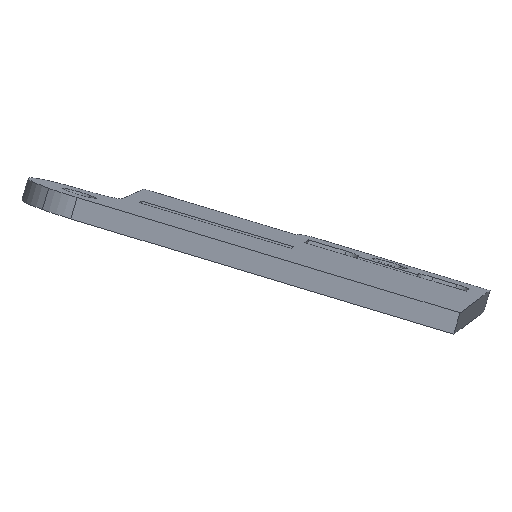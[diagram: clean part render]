
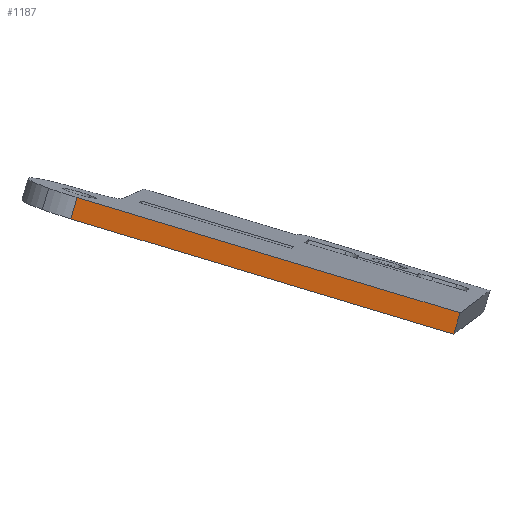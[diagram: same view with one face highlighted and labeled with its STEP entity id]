
A CAD part, isometric view. The second image highlights one B-rep face of the part: STEP entity #1187.
In plain terms, the highlighted planar face has unit normal (-0.657, -0.541, 0.525).
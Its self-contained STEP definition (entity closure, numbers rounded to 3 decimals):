
#21 = VERTEX_POINT ( 'NONE', #647 ) ;
#105 = EDGE_LOOP ( 'NONE', ( #498, #1188, #248, #191 ) ) ;
#191 = ORIENTED_EDGE ( 'NONE', *, *, #734, .T. ) ;
#248 = ORIENTED_EDGE ( 'NONE', *, *, #726, .F. ) ;
#381 = VECTOR ( 'NONE', #1377, 1000. ) ;
#407 = CARTESIAN_POINT ( 'NONE',  ( -13.681, 57.861, 57.193 ) ) ;
#432 = PLANE ( 'NONE',  #1280 ) ;
#498 = ORIENTED_EDGE ( 'NONE', *, *, #1046, .T. ) ;
#505 = CARTESIAN_POINT ( 'NONE',  ( -12.812, 58.091, 58.517 ) ) ;
#543 = LINE ( 'NONE', #1031, #1384 ) ;
#547 = DIRECTION ( 'NONE',  ( 0.657, 0.541, -0.525 ) ) ;
#578 = VERTEX_POINT ( 'NONE', #1084 ) ;
#609 = VERTEX_POINT ( 'NONE', #668 ) ;
#639 = LINE ( 'NONE', #1037, #1470 ) ;
#647 = CARTESIAN_POINT ( 'NONE',  ( -12.812, 58.091, 58.517 ) ) ;
#668 = CARTESIAN_POINT ( 'NONE',  ( -28.708, 81.657, 62.926 ) ) ;
#694 = CARTESIAN_POINT ( 'NONE',  ( -27.839, 81.886, 64.25 ) ) ;
#726 = EDGE_CURVE ( 'NONE', #578, #21, #543, .T. ) ;
#734 = EDGE_CURVE ( 'NONE', #578, #609, #1556, .T. ) ;
#804 = FACE_OUTER_BOUND ( 'NONE', #105, .T. ) ;
#816 = VERTEX_POINT ( 'NONE', #407 ) ;
#836 = VECTOR ( 'NONE', #1544, 1000. ) ;
#960 = DIRECTION ( 'NONE',  ( -0.636, 0.772, 0. ) ) ;
#1031 = CARTESIAN_POINT ( 'NONE',  ( -27.839, 81.886, 64.25 ) ) ;
#1037 = CARTESIAN_POINT ( 'NONE',  ( -28.708, 81.657, 62.926 ) ) ;
#1046 = EDGE_CURVE ( 'NONE', #609, #816, #639, .T. ) ;
#1084 = CARTESIAN_POINT ( 'NONE',  ( -27.839, 81.886, 64.25 ) ) ;
#1140 = DIRECTION ( 'NONE',  ( 0.523, -0.829, -0.2 ) ) ;
#1187 = ADVANCED_FACE ( 'NONE', ( #804 ), #432, .F. ) ;
#1188 = ORIENTED_EDGE ( 'NONE', *, *, #1616, .F. ) ;
#1244 = LINE ( 'NONE', #505, #381 ) ;
#1267 = CARTESIAN_POINT ( 'NONE',  ( -27.839, 81.886, 64.25 ) ) ;
#1277 = DIRECTION ( 'NONE',  ( 0.523, -0.829, -0.2 ) ) ;
#1280 = AXIS2_PLACEMENT_3D ( 'NONE', #694, #547, #960 ) ;
#1377 = DIRECTION ( 'NONE',  ( -0.543, -0.143, -0.828 ) ) ;
#1384 = VECTOR ( 'NONE', #1277, 1000. ) ;
#1470 = VECTOR ( 'NONE', #1140, 1000. ) ;
#1544 = DIRECTION ( 'NONE',  ( -0.543, -0.143, -0.828 ) ) ;
#1556 = LINE ( 'NONE', #1267, #836 ) ;
#1616 = EDGE_CURVE ( 'NONE', #21, #816, #1244, .T. ) ;
